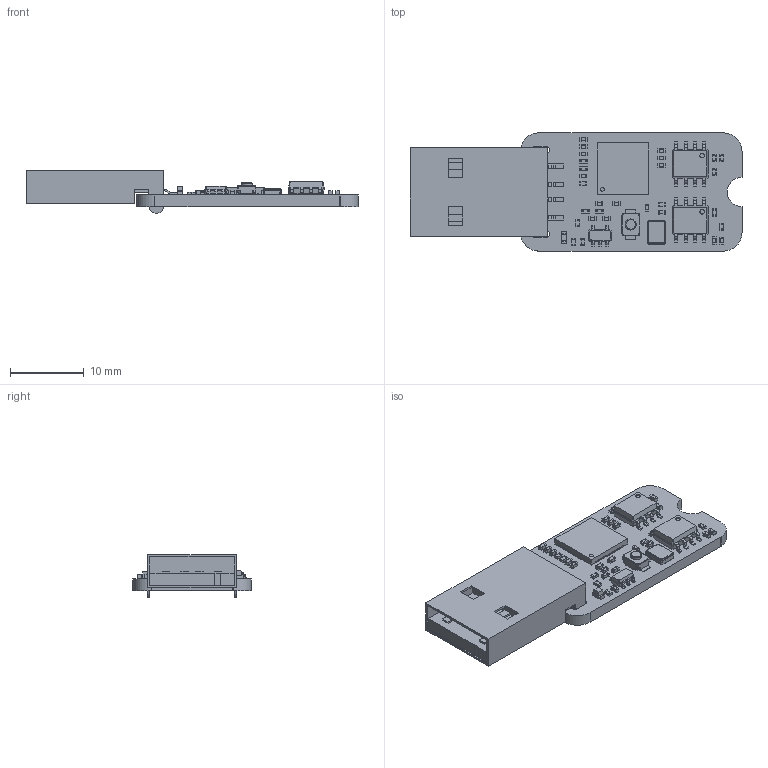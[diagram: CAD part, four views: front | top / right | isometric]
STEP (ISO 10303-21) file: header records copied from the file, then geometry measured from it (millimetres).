
FILE_DESCRIPTION(('KiCad electronic assembly'),'2;1');
FILE_NAME('ssb.step','2025-02-21T08:19:49',('Pcbnew'),('Kicad'), 'Open CASCADE STEP processor 7.6','KiCad to STEP converter','Unknown' );
FILE_SCHEMA(('AUTOMOTIVE_DESIGN { 1 0 10303 214 1 1 1 1 }'));
Length unit declared in the file: millimetre
Products named in the file (20): ssb 1; 1-1734028-1; 1; R_0402_1005Metric; C_0402_1005Metric; TSOP-5_1.65x3.05mm_P0.95mm; TSOP_5_165x305mm_P095mm; ECS-80-12-33-JGN-TR; ECS-540-8-33-JTN-TR; LED_0603_1608Metric; QFN-56-1EP_7x7mm_P0.4mm_EP5.6x5.6mm; QFN-56-1EP_7x7mm_Pitch0.4mm; SOIC-8_3.9x4.9mm_P1.27mm; SOIC_8_39x49mm_P127mm; SW_SPST_B3U-1000P; ssb_PCB
Assembly tree (47 placements, depth 3):
  ssb 1
    1-1734028-1
      1
    R_0402_1005Metric  x9
      R_0402_1005Metric
    C_0402_1005Metric  x20
      C_0402_1005Metric
    TSOP-5_1.65x3.05mm_P0.95mm
      TSOP_5_165x305mm_P095mm
    ECS-80-12-33-JGN-TR
      ECS-540-8-33-JTN-TR
    LED_0603_1608Metric
      LED_0603_1608Metric
    QFN-56-1EP_7x7mm_P0.4mm_EP5.6x5.6mm
      QFN-56-1EP_7x7mm_Pitch0.4mm
    SOIC-8_3.9x4.9mm_P1.27mm  x2
      SOIC_8_39x49mm_P127mm
    SW_SPST_B3U-1000P
      SW_SPST_B3U-1000P
    ssb_PCB
Bounding box: 44.95 x 16 x 5.8 mm (x, y, z)
Volume: 1599.1 mm3; surface area: 2571.7 mm2
Topology: 44 solids, 44 shells, 2132 faces, 5652 edges, 3631 vertices
Faces by surface type: plane 1347, cylinder 646, bspline 93, torus 25, sphere 21
Full cylindrical faces by diameter (mm): 0.1 x1, 0.35 x4, 0.5 x1, 0.6 x2, 1.1 x2, 1.5 x1
Entity records: 45634 total; most frequent: CARTESIAN_POINT 7158, ORIENTED_EDGE 6632, DIRECTION 6356, EDGE_CURVE 3316, LINE 2586, VECTOR 2586, VERTEX_POINT 2117, AXIS2_PLACEMENT_3D 1885
